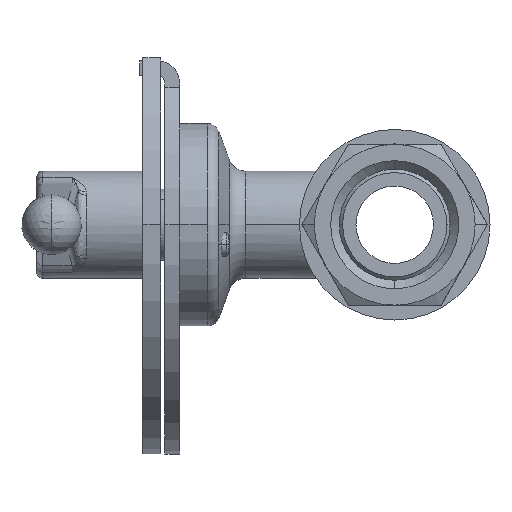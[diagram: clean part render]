
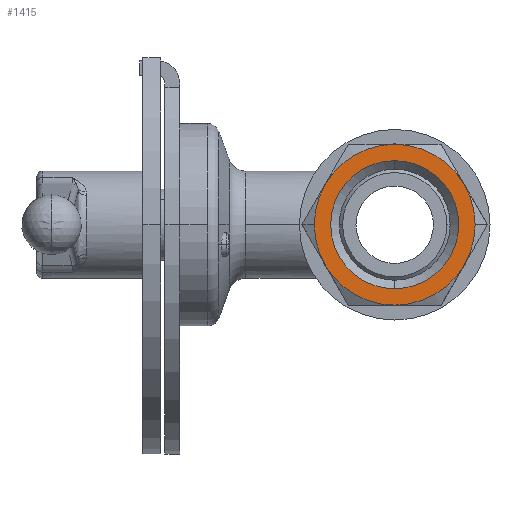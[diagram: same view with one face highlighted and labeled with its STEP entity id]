
A CAD part, left-side view. The second image highlights one B-rep face of the part: STEP entity #1415.
In plain terms, the highlighted planar face has unit normal (-1, 0, 0).
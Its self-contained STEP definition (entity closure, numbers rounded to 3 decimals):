
#1415=ADVANCED_FACE('',(#3964,#3965),#3966,.F.);
#3964=FACE_OUTER_BOUND('',#7874,.T.);
#3965=FACE_BOUND('',#7875,.T.);
#3966=PLANE('',#7876);
#7874=EDGE_LOOP('',(#14173,#14174,#14175,#14176,#14177,#14178,#14179,#14180));
#7875=EDGE_LOOP('',(#14181,#14182));
#7876=AXIS2_PLACEMENT_3D('',#14183,#14184,#14185);
#14173=ORIENTED_EDGE('',*,*,#25466,.T.);
#14174=ORIENTED_EDGE('',*,*,#25467,.T.);
#14175=ORIENTED_EDGE('',*,*,#25468,.F.);
#14176=ORIENTED_EDGE('',*,*,#25469,.F.);
#14177=ORIENTED_EDGE('',*,*,#25470,.T.);
#14178=ORIENTED_EDGE('',*,*,#25471,.T.);
#14179=ORIENTED_EDGE('',*,*,#25472,.F.);
#14180=ORIENTED_EDGE('',*,*,#25473,.F.);
#14181=ORIENTED_EDGE('',*,*,#25474,.T.);
#14182=ORIENTED_EDGE('',*,*,#25475,.T.);
#14183=CARTESIAN_POINT('',(-34.4,0.0,0.0));
#14184=DIRECTION('',(1.0,0.0,-0.0));
#14185=DIRECTION('',(0.0,0.0,1.0));
#25466=EDGE_CURVE('',#29968,#29969,#29970,.T.);
#25467=EDGE_CURVE('',#29969,#29971,#29972,.T.);
#25468=EDGE_CURVE('',#29973,#29971,#29974,.T.);
#25469=EDGE_CURVE('',#29975,#29973,#29976,.T.);
#25470=EDGE_CURVE('',#29975,#29977,#29978,.T.);
#25471=EDGE_CURVE('',#29977,#29979,#29980,.T.);
#25472=EDGE_CURVE('',#29981,#29979,#29982,.T.);
#25473=EDGE_CURVE('',#29968,#29981,#29983,.T.);
#25474=EDGE_CURVE('',#29984,#29985,#29986,.T.);
#25475=EDGE_CURVE('',#29985,#29984,#29987,.T.);
#29968=VERTEX_POINT('',#36589);
#29969=VERTEX_POINT('',#36590);
#29970=CIRCLE('',#36591,13.5);
#29971=VERTEX_POINT('',#36592);
#29972=CIRCLE('',#36593,13.5);
#29973=VERTEX_POINT('',#36594);
#29974=CIRCLE('',#36595,13.5);
#29975=VERTEX_POINT('',#36596);
#29976=CIRCLE('',#36597,13.5);
#29977=VERTEX_POINT('',#36598);
#29978=CIRCLE('',#36599,13.5);
#29979=VERTEX_POINT('',#36600);
#29980=CIRCLE('',#36601,13.5);
#29981=VERTEX_POINT('',#36602);
#29982=CIRCLE('',#36603,13.5);
#29983=CIRCLE('',#36604,13.5);
#29984=VERTEX_POINT('',#36605);
#29985=VERTEX_POINT('',#36606);
#29986=CIRCLE('',#36607,10.75);
#29987=CIRCLE('',#36608,10.75);
#36589=CARTESIAN_POINT('',(-34.4,-11.691,-6.75));
#36590=CARTESIAN_POINT('',(-34.4,-13.5,0.));
#36591=AXIS2_PLACEMENT_3D('',#48461,#48462,#48463);
#36592=CARTESIAN_POINT('',(-34.4,-11.691,6.75));
#36593=AXIS2_PLACEMENT_3D('',#48464,#48465,#48466);
#36594=CARTESIAN_POINT('',(-34.4,0.,13.5));
#36595=AXIS2_PLACEMENT_3D('',#48467,#48468,#48469);
#36596=CARTESIAN_POINT('',(-34.4,11.691,6.75));
#36597=AXIS2_PLACEMENT_3D('',#48470,#48471,#48472);
#36598=CARTESIAN_POINT('',(-34.4,13.5,0.));
#36599=AXIS2_PLACEMENT_3D('',#48473,#48474,#48475);
#36600=CARTESIAN_POINT('',(-34.4,11.691,-6.75));
#36601=AXIS2_PLACEMENT_3D('',#48476,#48477,#48478);
#36602=CARTESIAN_POINT('',(-34.4,0.,-13.5));
#36603=AXIS2_PLACEMENT_3D('',#48479,#48480,#48481);
#36604=AXIS2_PLACEMENT_3D('',#48482,#48483,#48484);
#36605=CARTESIAN_POINT('',(-34.4,0.0,10.75));
#36606=CARTESIAN_POINT('',(-34.4,0.,-10.75));
#36607=AXIS2_PLACEMENT_3D('',#48485,#48486,#48487);
#36608=AXIS2_PLACEMENT_3D('',#48488,#48489,#48490);
#48461=CARTESIAN_POINT('',(-34.4,0.0,0.0));
#48462=DIRECTION('',(-1.0,-0.0,0.0));
#48463=DIRECTION('',(0.0,-0.866,-0.5));
#48464=CARTESIAN_POINT('',(-34.4,0.0,0.0));
#48465=DIRECTION('',(-1.0,-0.0,0.0));
#48466=DIRECTION('',(0.0,-0.866,-0.5));
#48467=CARTESIAN_POINT('',(-34.4,0.0,0.0));
#48468=DIRECTION('',(1.0,0.0,-0.0));
#48469=DIRECTION('',(0.0,0.,1.0));
#48470=CARTESIAN_POINT('',(-34.4,0.0,0.0));
#48471=DIRECTION('',(1.0,0.0,-0.0));
#48472=DIRECTION('',(0.0,0.866,0.5));
#48473=CARTESIAN_POINT('',(-34.4,0.0,0.0));
#48474=DIRECTION('',(-1.0,0.0,0.0));
#48475=DIRECTION('',(0.0,0.866,0.5));
#48476=CARTESIAN_POINT('',(-34.4,0.0,0.0));
#48477=DIRECTION('',(-1.0,0.0,0.0));
#48478=DIRECTION('',(0.0,0.866,0.5));
#48479=CARTESIAN_POINT('',(-34.4,0.0,0.0));
#48480=DIRECTION('',(1.0,0.0,0.0));
#48481=DIRECTION('',(0.0,0.,-1.0));
#48482=CARTESIAN_POINT('',(-34.4,0.0,0.0));
#48483=DIRECTION('',(1.0,0.0,0.0));
#48484=DIRECTION('',(0.0,-0.866,-0.5));
#48485=CARTESIAN_POINT('',(-34.4,0.0,0.0));
#48486=DIRECTION('',(1.0,0.0,0.0));
#48487=DIRECTION('',(0.0,0.0,-1.0));
#48488=CARTESIAN_POINT('',(-34.4,0.0,0.0));
#48489=DIRECTION('',(1.0,0.0,0.0));
#48490=DIRECTION('',(0.0,0.0,-1.0));
